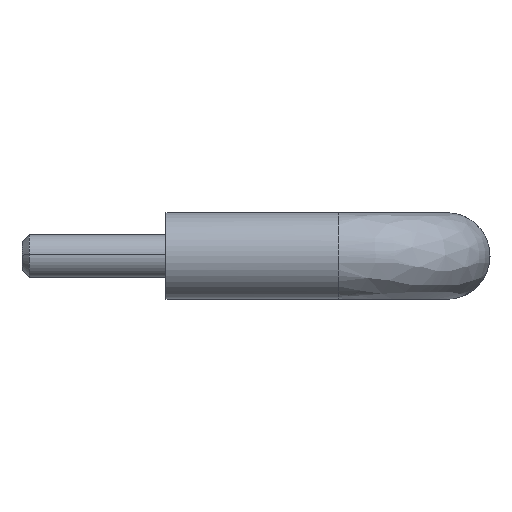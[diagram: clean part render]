
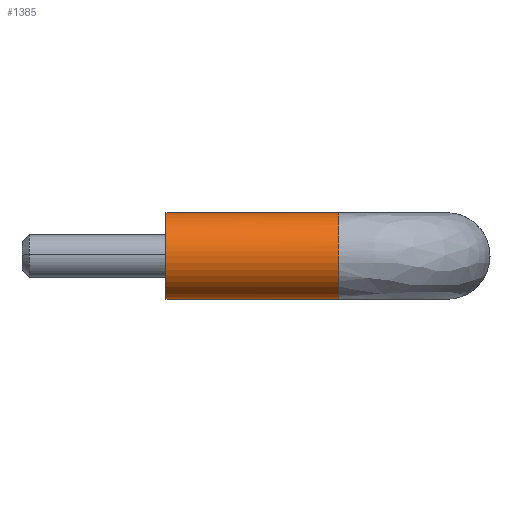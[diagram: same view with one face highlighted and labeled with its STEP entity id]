
A CAD part, left-side view. The second image highlights one B-rep face of the part: STEP entity #1385.
In plain terms, the highlighted free-form (B-spline) face has degree [2, 1] with [7, 2] control points.
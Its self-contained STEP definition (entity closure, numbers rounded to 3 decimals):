
#1188=CARTESIAN_POINT('',(2.905,-24.0,-5.25));
#1189=VERTEX_POINT('',#1188);
#1205=CARTESIAN_POINT('',(2.905,0.0,-5.25));
#1206=VERTEX_POINT('',#1205);
#1207=CARTESIAN_POINT('',(2.905,0.0,-5.25));
#1208=CARTESIAN_POINT('',(2.905,-24.0,-5.25));
#1209=QUASI_UNIFORM_CURVE('',1,(#1207,#1208),.UNSPECIFIED.,.F.,.U.);
#1210=EDGE_CURVE('',#1206,#1189,#1209,.T.);
#1227=CARTESIAN_POINT('',(4.424,0.,4.054));
#1228=VERTEX_POINT('',#1227);
#1242=CARTESIAN_POINT('',(4.424,-24.,4.054));
#1243=VERTEX_POINT('',#1242);
#1244=CARTESIAN_POINT('',(4.424,0.,4.054));
#1245=CARTESIAN_POINT('',(4.424,-24.,4.054));
#1246=QUASI_UNIFORM_CURVE('',1,(#1244,#1245),.UNSPECIFIED.,.F.,.U.);
#1247=EDGE_CURVE('',#1228,#1243,#1246,.T.);
#1265=CARTESIAN_POINT('',(4.424,0.6,4.054));
#1266=CARTESIAN_POINT('',(0.37,0.6,8.477));
#1267=CARTESIAN_POINT('',(-4.054,0.6,4.424));
#1268=CARTESIAN_POINT('',(-8.477,0.6,0.37));
#1269=CARTESIAN_POINT('',(-4.424,0.6,-4.054));
#1270=CARTESIAN_POINT('',(-1.23,0.6,-7.538));
#1271=CARTESIAN_POINT('',(2.905,0.6,-5.25));
#1272=CARTESIAN_POINT('',(4.424,-24.615,4.054));
#1273=CARTESIAN_POINT('',(0.37,-24.615,8.477));
#1274=CARTESIAN_POINT('',(-4.054,-24.615,4.424));
#1275=CARTESIAN_POINT('',(-8.477,-24.615,0.37));
#1276=CARTESIAN_POINT('',(-4.424,-24.615,-4.054));
#1277=CARTESIAN_POINT('',(-1.23,-24.615,-7.538));
#1278=CARTESIAN_POINT('',(2.905,-24.615,-5.25));
#1286=(BOUNDED_SURFACE()B_SPLINE_SURFACE(2,1,((#1265,#1272),(#1266,#1273),(#1267,#1274),(#1268,#1275),(#1269,#1276),(#1270,#1277),(#1271,#1278)),.UNSPECIFIED.,.F.,.F.,.U.)B_SPLINE_SURFACE_WITH_KNOTS((3,2,2,3),(2,2),(0.0,9.941,19.882,28.233),(0.0,25.215),.UNSPECIFIED.)GEOMETRIC_REPRESENTATION_ITEM()RATIONAL_B_SPLINE_SURFACE(((1.0,1.0),(0.707,0.707),(1.0,1.0),(0.707,0.707),(1.0,1.0),(0.754,0.754),(0.921,0.921)))REPRESENTATION_ITEM('')SURFACE());
#1287=CARTESIAN_POINT('',(-0.418,-24.,-5.985));
#1288=VERTEX_POINT('',#1287);
#1289=CARTESIAN_POINT('',(-0.418,-24.,-5.985));
#1290=CARTESIAN_POINT('',(-0.209,-24.,-6.0));
#1291=CARTESIAN_POINT('',(0.,-24.0,-6.0));
#1292=CARTESIAN_POINT('',(1.55,-24.,-6.));
#1293=CARTESIAN_POINT('',(2.905,-24.,-5.25));
#1301=(BOUNDED_CURVE()B_SPLINE_CURVE(2,(#1289,#1290,#1291,#1292,#1293),.UNSPECIFIED.,.F.,.U.)B_SPLINE_CURVE_WITH_KNOTS((3,2,3),(0.238,0.25,0.332),.UNSPECIFIED.)CURVE()GEOMETRIC_REPRESENTATION_ITEM()RATIONAL_B_SPLINE_CURVE((0.973,0.986,1.0,0.903,0.87))REPRESENTATION_ITEM(''));
#1302=EDGE_CURVE('',#1288,#1189,#1301,.T.);
#1303=ORIENTED_EDGE('',*,*,#1302,.F.);
#1304=CARTESIAN_POINT('',(-6.,-24.0,0.0));
#1305=VERTEX_POINT('',#1304);
#1306=CARTESIAN_POINT('',(-6.,-24.0,0.0));
#1307=CARTESIAN_POINT('',(-6.,-24.,-5.595));
#1308=CARTESIAN_POINT('',(-0.418,-24.,-5.985));
#1316=(BOUNDED_CURVE()B_SPLINE_CURVE(2,(#1306,#1307,#1308),.UNSPECIFIED.,.F.,.U.)B_SPLINE_CURVE_WITH_KNOTS((3,3),(0.0,0.238),.UNSPECIFIED.)CURVE()GEOMETRIC_REPRESENTATION_ITEM()RATIONAL_B_SPLINE_CURVE((1.0,0.721,0.973))REPRESENTATION_ITEM(''));
#1317=EDGE_CURVE('',#1305,#1288,#1316,.T.);
#1318=ORIENTED_EDGE('',*,*,#1317,.F.);
#1319=CARTESIAN_POINT('',(0.075,-24.,6.));
#1320=VERTEX_POINT('',#1319);
#1321=CARTESIAN_POINT('',(0.075,-24.,6.));
#1322=CARTESIAN_POINT('',(0.038,-24.,6.));
#1323=CARTESIAN_POINT('',(0.,-24.0,6.0));
#1324=CARTESIAN_POINT('',(-6.,-24.,6.0));
#1325=CARTESIAN_POINT('',(-6.,-24.0,0.0));
#1333=(BOUNDED_CURVE()B_SPLINE_CURVE(2,(#1321,#1322,#1323,#1324,#1325),.UNSPECIFIED.,.F.,.U.)B_SPLINE_CURVE_WITH_KNOTS((3,2,3),(0.748,0.75,1.0),.UNSPECIFIED.)CURVE()GEOMETRIC_REPRESENTATION_ITEM()RATIONAL_B_SPLINE_CURVE((0.995,0.997,1.0,0.707,1.0))REPRESENTATION_ITEM(''));
#1334=EDGE_CURVE('',#1320,#1305,#1333,.T.);
#1335=ORIENTED_EDGE('',*,*,#1334,.F.);
#1336=CARTESIAN_POINT('',(4.424,-24.,4.054));
#1337=CARTESIAN_POINT('',(2.67,-24.,5.967));
#1338=CARTESIAN_POINT('',(0.075,-24.,6.));
#1346=(BOUNDED_CURVE()B_SPLINE_CURVE(2,(#1336,#1337,#1338),.UNSPECIFIED.,.F.,.U.)B_SPLINE_CURVE_WITH_KNOTS((3,3),(0.618,0.748),.UNSPECIFIED.)CURVE()GEOMETRIC_REPRESENTATION_ITEM()RATIONAL_B_SPLINE_CURVE((0.854,0.846,0.995))REPRESENTATION_ITEM(''));
#1347=EDGE_CURVE('',#1243,#1320,#1346,.T.);
#1348=ORIENTED_EDGE('',*,*,#1347,.F.);
#1349=ORIENTED_EDGE('',*,*,#1247,.F.);
#1350=CARTESIAN_POINT('',(-6.0,0.0,0.0));
#1351=VERTEX_POINT('',#1350);
#1352=CARTESIAN_POINT('',(4.424,0.,4.054));
#1353=CARTESIAN_POINT('',(2.64,0.0,6.));
#1354=CARTESIAN_POINT('',(0.0,0.0,6.0));
#1355=CARTESIAN_POINT('',(-6.0,0.0,6.0));
#1356=CARTESIAN_POINT('',(-6.0,0.0,0.0));
#1364=(BOUNDED_CURVE()B_SPLINE_CURVE(2,(#1352,#1353,#1354,#1355,#1356),.UNSPECIFIED.,.F.,.U.)B_SPLINE_CURVE_WITH_KNOTS((3,2,3),(0.618,0.75,1.0),.UNSPECIFIED.)CURVE()GEOMETRIC_REPRESENTATION_ITEM()RATIONAL_B_SPLINE_CURVE((0.854,0.846,1.0,0.707,1.0))REPRESENTATION_ITEM(''));
#1365=EDGE_CURVE('',#1228,#1351,#1364,.T.);
#1366=ORIENTED_EDGE('',*,*,#1365,.T.);
#1367=CARTESIAN_POINT('',(-6.0,0.0,0.0));
#1368=CARTESIAN_POINT('',(-6.0,0.0,-6.0));
#1369=CARTESIAN_POINT('',(0.0,0.0,-6.0));
#1370=CARTESIAN_POINT('',(1.55,0.0,-6.0));
#1371=CARTESIAN_POINT('',(2.905,0.0,-5.25));
#1379=(BOUNDED_CURVE()B_SPLINE_CURVE(2,(#1367,#1368,#1369,#1370,#1371),.UNSPECIFIED.,.F.,.U.)B_SPLINE_CURVE_WITH_KNOTS((3,2,3),(0.0,0.25,0.332),.UNSPECIFIED.)CURVE()GEOMETRIC_REPRESENTATION_ITEM()RATIONAL_B_SPLINE_CURVE((1.0,0.707,1.0,0.903,0.87))REPRESENTATION_ITEM(''));
#1380=EDGE_CURVE('',#1351,#1206,#1379,.T.);
#1381=ORIENTED_EDGE('',*,*,#1380,.T.);
#1382=ORIENTED_EDGE('',*,*,#1210,.T.);
#1383=EDGE_LOOP('',(#1303,#1318,#1335,#1348,#1349,#1366,#1381,#1382));
#1384=FACE_OUTER_BOUND('',#1383,.T.);
#1385=ADVANCED_FACE('',(#1384),#1286,.T.);
